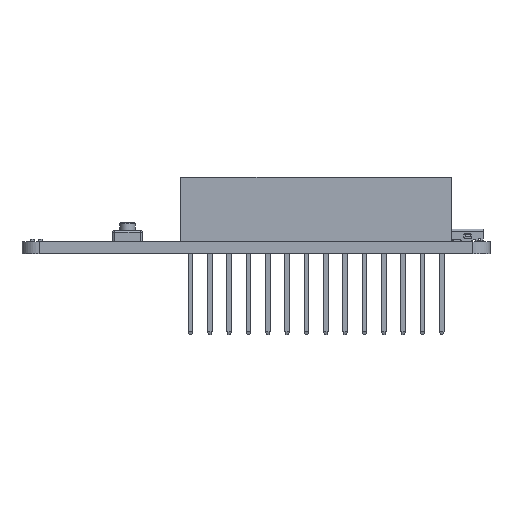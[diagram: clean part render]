
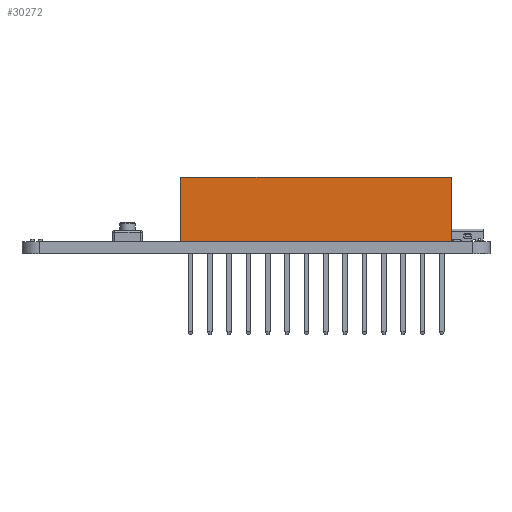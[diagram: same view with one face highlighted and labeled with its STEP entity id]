
A CAD part, front view. The second image highlights one B-rep face of the part: STEP entity #30272.
In plain terms, the highlighted planar face has unit normal (0, -1, 0).
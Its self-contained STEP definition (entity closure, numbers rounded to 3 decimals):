
#1417=PLANE('',#32914);
#3081=FACE_OUTER_BOUND('',#4913,.T.);
#4913=EDGE_LOOP('',(#26924,#26925,#26926,#26927));
#7968=LINE('',#50241,#11314);
#7970=LINE('',#50247,#11316);
#7973=LINE('',#50252,#11319);
#7974=LINE('',#50253,#11320);
#11314=VECTOR('',#40381,1.);
#11316=VECTOR('',#40385,1.);
#11319=VECTOR('',#40390,1.);
#11320=VECTOR('',#40391,1.);
#15033=VERTEX_POINT('',#50234);
#15036=VERTEX_POINT('',#50239);
#15038=VERTEX_POINT('',#50244);
#15039=VERTEX_POINT('',#50246);
#19037=EDGE_CURVE('',#15036,#15033,#7968,.T.);
#19039=EDGE_CURVE('',#15038,#15039,#7970,.T.);
#19042=EDGE_CURVE('',#15036,#15039,#7973,.T.);
#19043=EDGE_CURVE('',#15033,#15038,#7974,.T.);
#26924=ORIENTED_EDGE('',*,*,#19042,.T.);
#26925=ORIENTED_EDGE('',*,*,#19039,.F.);
#26926=ORIENTED_EDGE('',*,*,#19043,.F.);
#26927=ORIENTED_EDGE('',*,*,#19037,.F.);
#30272=ADVANCED_FACE('',(#3081),#1417,.F.);
#32914=AXIS2_PLACEMENT_3D('',#50251,#40388,#40389);
#40381=DIRECTION('',(1.,0.,0.));
#40385=DIRECTION('',(-1.,0.,0.));
#40388=DIRECTION('center_axis',(0.,1.,0.));
#40389=DIRECTION('ref_axis',(0.,0.,1.));
#40390=DIRECTION('',(0.,0.,-1.));
#40391=DIRECTION('',(0.,0.,-1.));
#50234=CARTESIAN_POINT('',(34.29,-1.27,8.5));
#50239=CARTESIAN_POINT('',(-1.27,-1.27,8.5));
#50241=CARTESIAN_POINT('',(16.51,-1.27,8.5));
#50244=CARTESIAN_POINT('',(34.29,-1.27,0.));
#50246=CARTESIAN_POINT('',(-1.27,-1.27,0.));
#50247=CARTESIAN_POINT('',(16.51,-1.27,0.));
#50251=CARTESIAN_POINT('Origin',(16.51,-1.27,4.25));
#50252=CARTESIAN_POINT('',(-1.27,-1.27,4.25));
#50253=CARTESIAN_POINT('',(34.29,-1.27,4.25));
